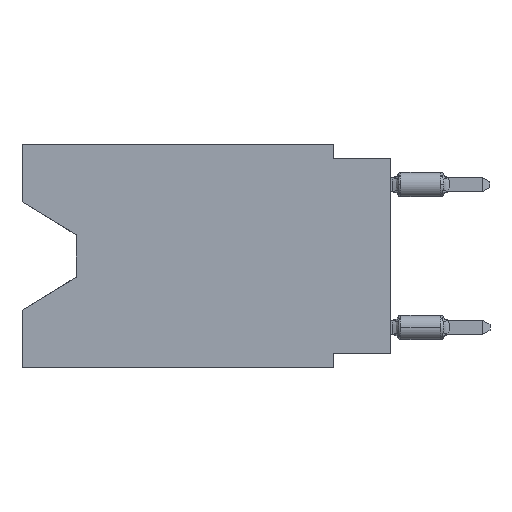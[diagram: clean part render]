
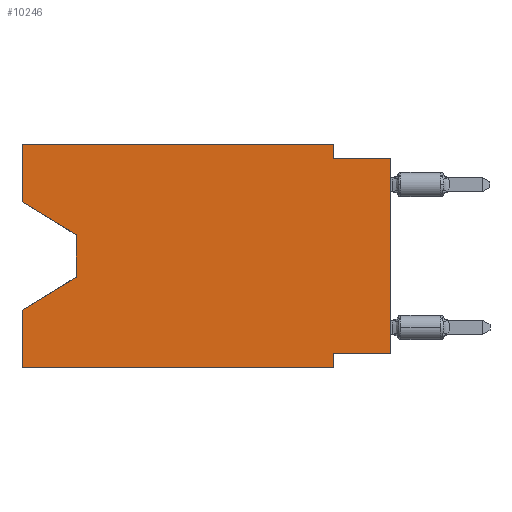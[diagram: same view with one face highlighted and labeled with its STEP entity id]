
A CAD part, left-side view. The second image highlights one B-rep face of the part: STEP entity #10246.
In plain terms, the highlighted planar face has unit normal (-1, 0, 0).
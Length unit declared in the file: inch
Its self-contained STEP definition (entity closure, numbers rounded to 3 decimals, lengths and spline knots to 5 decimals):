
#110 = CARTESIAN_POINT ( 'NONE',  ( 0., 0.645, 0. ) ) ;
#132 = VERTEX_POINT ( 'NONE', #15699 ) ;
#310 = DIRECTION ( 'NONE',  ( 0., 0., -1. ) ) ;
#860 = VECTOR ( 'NONE', #9391, 39.37008 ) ;
#928 = CARTESIAN_POINT ( 'NONE',  ( 0., 0.645, 0. ) ) ;
#1242 = PLANE ( 'NONE',  #2638 ) ;
#1397 = CARTESIAN_POINT ( 'NONE',  ( 0., 0.1, 0. ) ) ;
#1683 = VECTOR ( 'NONE', #8640, 39.37008 ) ;
#1828 = CARTESIAN_POINT ( 'NONE',  ( 0., 0.55, -0.158 ) ) ;
#2284 = EDGE_CURVE ( 'NONE', #9227, #11983, #4806, .T. ) ;
#2298 = ORIENTED_EDGE ( 'NONE', *, *, #9031, .T. ) ;
#2619 = VECTOR ( 'NONE', #9485, 39.37008 ) ;
#2638 = AXIS2_PLACEMENT_3D ( 'NONE', #7678, #7757, #6541 ) ;
#2927 = ORIENTED_EDGE ( 'NONE', *, *, #3544, .T. ) ;
#3072 = CARTESIAN_POINT ( 'NONE',  ( 0., 0.1, -0.39 ) ) ;
#3311 = DIRECTION ( 'NONE',  ( 0., -0.855, -0.519 ) ) ;
#3432 = DIRECTION ( 'NONE',  ( 0., 0., 1. ) ) ;
#3477 = CARTESIAN_POINT ( 'NONE',  ( 0., 0.645, -0.39 ) ) ;
#3544 = EDGE_CURVE ( 'NONE', #12337, #15174, #10578, .T. ) ;
#3890 = VECTOR ( 'NONE', #4465, 39.37008 ) ;
#3986 = CARTESIAN_POINT ( 'NONE',  ( 0., 0., -0.025 ) ) ;
#4144 = VECTOR ( 'NONE', #3311, 39.37008 ) ;
#4287 = CARTESIAN_POINT ( 'NONE',  ( 0., 0.1, -0.365 ) ) ;
#4465 = DIRECTION ( 'NONE',  ( 0., 1., 0. ) ) ;
#4806 = LINE ( 'NONE', #11544, #4144 ) ;
#5103 = LINE ( 'NONE', #11830, #3890 ) ;
#5317 = ORIENTED_EDGE ( 'NONE', *, *, #17164, .F. ) ;
#5443 = CARTESIAN_POINT ( 'NONE',  ( 0., 0.645, 0. ) ) ;
#6019 = LINE ( 'NONE', #7238, #7617 ) ;
#6050 = LINE ( 'NONE', #8779, #13200 ) ;
#6094 = LINE ( 'NONE', #3477, #1683 ) ;
#6101 = DIRECTION ( 'NONE',  ( 0., 0., -1. ) ) ;
#6211 = CARTESIAN_POINT ( 'NONE',  ( 0., 0., -0.365 ) ) ;
#6321 = LINE ( 'NONE', #9055, #11451 ) ;
#6541 = DIRECTION ( 'NONE',  ( 0., 0., -1. ) ) ;
#6722 = CARTESIAN_POINT ( 'NONE',  ( 0., 0.55, -0.232 ) ) ;
#7179 = VERTEX_POINT ( 'NONE', #3986 ) ;
#7238 = CARTESIAN_POINT ( 'NONE',  ( 0., 0.55, -0.158 ) ) ;
#7286 = CARTESIAN_POINT ( 'NONE',  ( 0., 0.645, -0.10025 ) ) ;
#7467 = EDGE_CURVE ( 'NONE', #11598, #15174, #12891, .T. ) ;
#7617 = VECTOR ( 'NONE', #6101, 39.37008 ) ;
#7678 = CARTESIAN_POINT ( 'NONE',  ( 0., 0.645, 0. ) ) ;
#7757 = DIRECTION ( 'NONE',  ( 1., 0., 0. ) ) ;
#7802 = CARTESIAN_POINT ( 'NONE',  ( 0., 0., -0.025 ) ) ;
#7806 = ORIENTED_EDGE ( 'NONE', *, *, #11187, .F. ) ;
#8393 = VECTOR ( 'NONE', #310, 39.37008 ) ;
#8640 = DIRECTION ( 'NONE',  ( 0., -1., 0. ) ) ;
#8715 = EDGE_CURVE ( 'NONE', #16617, #12147, #6050, .T. ) ;
#8779 = CARTESIAN_POINT ( 'NONE',  ( 0., 0.1, 0. ) ) ;
#9031 = EDGE_CURVE ( 'NONE', #11983, #12337, #6019, .T. ) ;
#9055 = CARTESIAN_POINT ( 'NONE',  ( 0., 0.645, 0. ) ) ;
#9087 = CARTESIAN_POINT ( 'NONE',  ( 0., 0.645, -0.28975 ) ) ;
#9227 = VERTEX_POINT ( 'NONE', #7286 ) ;
#9229 = LINE ( 'NONE', #5443, #2619 ) ;
#9270 = VECTOR ( 'NONE', #3432, 39.37008 ) ;
#9391 = DIRECTION ( 'NONE',  ( 0., -1., 0. ) ) ;
#9409 = EDGE_CURVE ( 'NONE', #15337, #16617, #9229, .T. ) ;
#9485 = DIRECTION ( 'NONE',  ( 0., -1., 0. ) ) ;
#9752 = VECTOR ( 'NONE', #13904, 39.37008 ) ;
#10165 = VECTOR ( 'NONE', #13289, 39.37008 ) ;
#10246 = ADVANCED_FACE ( 'NONE', ( #10407 ), #1242, .F. ) ;
#10407 = FACE_OUTER_BOUND ( 'NONE', #15667, .T. ) ;
#10578 = LINE ( 'NONE', #6722, #10165 ) ;
#10764 = ORIENTED_EDGE ( 'NONE', *, *, #2284, .T. ) ;
#10821 = ORIENTED_EDGE ( 'NONE', *, *, #14356, .F. ) ;
#10881 = ORIENTED_EDGE ( 'NONE', *, *, #11100, .F. ) ;
#11100 = EDGE_CURVE ( 'NONE', #9227, #15337, #6321, .T. ) ;
#11187 = EDGE_CURVE ( 'NONE', #11706, #132, #12505, .T. ) ;
#11451 = VECTOR ( 'NONE', #14190, 39.37008 ) ;
#11544 = CARTESIAN_POINT ( 'NONE',  ( 0., 0.645, -0.10025 ) ) ;
#11598 = VERTEX_POINT ( 'NONE', #16473 ) ;
#11706 = VERTEX_POINT ( 'NONE', #4287 ) ;
#11830 = CARTESIAN_POINT ( 'NONE',  ( 0., 0., -0.365 ) ) ;
#11983 = VERTEX_POINT ( 'NONE', #1828 ) ;
#12112 = CARTESIAN_POINT ( 'NONE',  ( 0., 0.55, -0.232 ) ) ;
#12147 = VERTEX_POINT ( 'NONE', #15239 ) ;
#12337 = VERTEX_POINT ( 'NONE', #12112 ) ;
#12505 = LINE ( 'NONE', #3072, #8393 ) ;
#12524 = ORIENTED_EDGE ( 'NONE', *, *, #15070, .T. ) ;
#12770 = LINE ( 'NONE', #16661, #9752 ) ;
#12891 = LINE ( 'NONE', #928, #9270 ) ;
#13080 = ORIENTED_EDGE ( 'NONE', *, *, #9409, .F. ) ;
#13200 = VECTOR ( 'NONE', #16686, 39.37008 ) ;
#13289 = DIRECTION ( 'NONE',  ( 0., 0.855, -0.519 ) ) ;
#13478 = VERTEX_POINT ( 'NONE', #6211 ) ;
#13536 = EDGE_CURVE ( 'NONE', #13478, #7179, #12770, .T. ) ;
#13904 = DIRECTION ( 'NONE',  ( 0., 0., 1. ) ) ;
#14190 = DIRECTION ( 'NONE',  ( 0., 0., 1. ) ) ;
#14356 = EDGE_CURVE ( 'NONE', #12147, #7179, #14544, .T. ) ;
#14544 = LINE ( 'NONE', #7802, #860 ) ;
#15070 = EDGE_CURVE ( 'NONE', #11598, #132, #6094, .T. ) ;
#15174 = VERTEX_POINT ( 'NONE', #9087 ) ;
#15239 = CARTESIAN_POINT ( 'NONE',  ( 0., 0.1, -0.025 ) ) ;
#15337 = VERTEX_POINT ( 'NONE', #110 ) ;
#15667 = EDGE_LOOP ( 'NONE', ( #10764, #2298, #2927, #15808, #12524, #7806, #5317, #16421, #10821, #16229, #13080, #10881 ) ) ;
#15699 = CARTESIAN_POINT ( 'NONE',  ( 0., 0.1, -0.39 ) ) ;
#15808 = ORIENTED_EDGE ( 'NONE', *, *, #7467, .F. ) ;
#16229 = ORIENTED_EDGE ( 'NONE', *, *, #8715, .F. ) ;
#16421 = ORIENTED_EDGE ( 'NONE', *, *, #13536, .T. ) ;
#16473 = CARTESIAN_POINT ( 'NONE',  ( 0., 0.645, -0.39 ) ) ;
#16617 = VERTEX_POINT ( 'NONE', #1397 ) ;
#16661 = CARTESIAN_POINT ( 'NONE',  ( 0., 0., 0. ) ) ;
#16686 = DIRECTION ( 'NONE',  ( 0., 0., -1. ) ) ;
#17164 = EDGE_CURVE ( 'NONE', #13478, #11706, #5103, .T. ) ;
